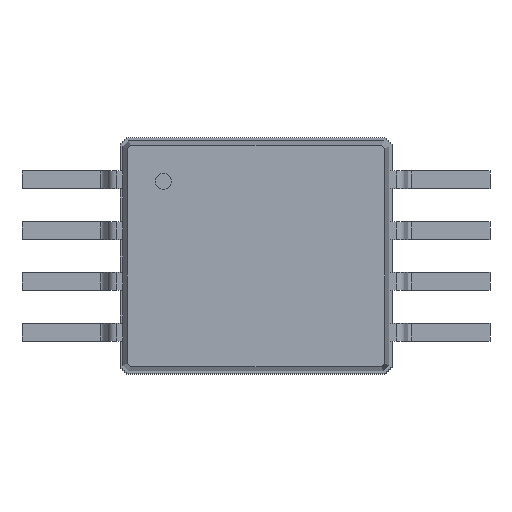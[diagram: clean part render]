
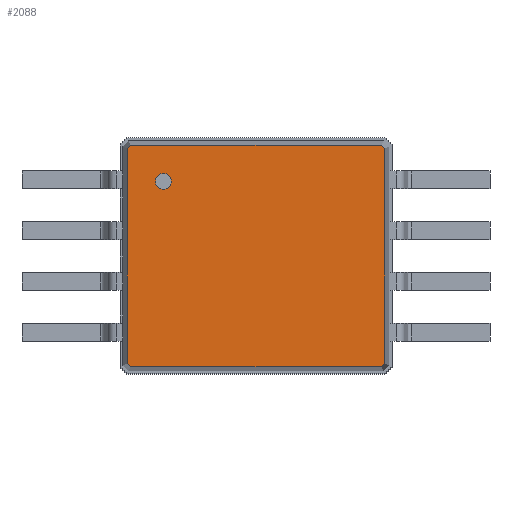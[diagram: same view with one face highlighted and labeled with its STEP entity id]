
A CAD part, top view. The second image highlights one B-rep face of the part: STEP entity #2088.
In plain terms, the highlighted planar face has unit normal (0, 0, 1).
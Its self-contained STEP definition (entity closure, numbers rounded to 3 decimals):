
#27=VECTOR('',#28,1.);
#28=DIRECTION('',(1.,0.,0.));
#51=VECTOR('',#52,1.);
#52=DIRECTION('',(0.707,-0.707,0.));
#58=VECTOR('',#59,1.);
#59=DIRECTION('',(0.,-1.,0.));
#65=VECTOR('',#66,1.);
#66=DIRECTION('',(-0.707,-0.707,0.));
#72=VECTOR('',#73,1.);
#73=DIRECTION('',(-1.,0.,0.));
#79=VECTOR('',#80,1.);
#80=DIRECTION('',(-0.707,0.707,0.));
#86=VECTOR('',#87,1.);
#87=DIRECTION('',(0.,1.,0.));
#91=VECTOR('',#92,1.);
#92=DIRECTION('',(0.707,0.707,0.));
#95=DIRECTION('',(0.,0.,-1.));
#793=VERTEX_POINT('',#794);
#794=CARTESIAN_POINT('',(-3.214,2.682,1.6));
#797=EDGE_CURVE('',#798,#793,#800,.T.);
#798=VERTEX_POINT('',#799);
#799=CARTESIAN_POINT('',(-3.214,-2.682,1.6));
#800=LINE('',#799,#86);
#811=VERTEX_POINT('',#812);
#812=CARTESIAN_POINT('',(-3.132,2.764,1.6));
#815=EDGE_CURVE('',#793,#811,#816,.T.);
#816=LINE('',#794,#91);
#825=VERTEX_POINT('',#826);
#826=CARTESIAN_POINT('',(3.132,2.764,1.6));
#829=EDGE_CURVE('',#811,#825,#830,.T.);
#830=LINE('',#812,#27);
#839=VERTEX_POINT('',#840);
#840=CARTESIAN_POINT('',(3.214,2.682,1.6));
#843=EDGE_CURVE('',#825,#839,#844,.T.);
#844=LINE('',#826,#51);
#885=VERTEX_POINT('',#886);
#886=CARTESIAN_POINT('',(3.214,-2.682,1.6));
#889=EDGE_CURVE('',#839,#885,#890,.T.);
#890=LINE('',#840,#58);
#2088=ADVANCED_FACE('',(#2089,#2109),#2119,.F.);
#2089=FACE_BOUND('',#2090,.F.);
#2090=EDGE_LOOP('',(#2091,#2092,#2093,#2094,#2099,#2104,#2107,#2108));
#2091=ORIENTED_EDGE('',*,*,#829,.T.);
#2092=ORIENTED_EDGE('',*,*,#843,.T.);
#2093=ORIENTED_EDGE('',*,*,#889,.T.);
#2094=ORIENTED_EDGE('',*,*,#2095,.T.);
#2095=EDGE_CURVE('',#885,#2096,#2098,.T.);
#2096=VERTEX_POINT('',#2097);
#2097=CARTESIAN_POINT('',(3.132,-2.764,1.6));
#2098=LINE('',#886,#65);
#2099=ORIENTED_EDGE('',*,*,#2100,.T.);
#2100=EDGE_CURVE('',#2096,#2101,#2103,.T.);
#2101=VERTEX_POINT('',#2102);
#2102=CARTESIAN_POINT('',(-3.132,-2.764,1.6));
#2103=LINE('',#2097,#72);
#2104=ORIENTED_EDGE('',*,*,#2105,.T.);
#2105=EDGE_CURVE('',#2101,#798,#2106,.T.);
#2106=LINE('',#2102,#79);
#2107=ORIENTED_EDGE('',*,*,#797,.T.);
#2108=ORIENTED_EDGE('',*,*,#815,.T.);
#2109=FACE_BOUND('',#2110,.F.);
#2110=EDGE_LOOP('',(#2111));
#2111=ORIENTED_EDGE('',*,*,#2112,.F.);
#2112=EDGE_CURVE('',#2113,#2113,#2115,.T.);
#2113=VERTEX_POINT('',#2114);
#2114=CARTESIAN_POINT('',(-2.314,1.664,1.6));
#2115=CIRCLE('',#2116,0.2);
#2116=AXIS2_PLACEMENT_3D('',#2117,#2118,#59);
#2117=CARTESIAN_POINT('',(-2.314,1.864,1.6));
#2118=DIRECTION('',(0.,-0.,-1.));
#2119=PLANE('',#2120);
#2120=AXIS2_PLACEMENT_3D('',#812,#95,#2121);
#2121=DIRECTION('',(0.759,-0.651,0.));
